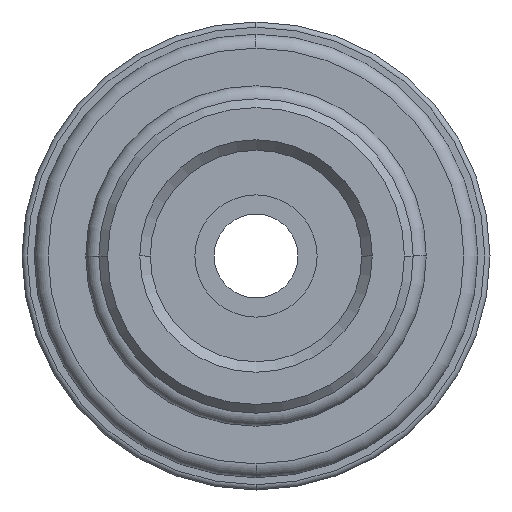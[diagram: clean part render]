
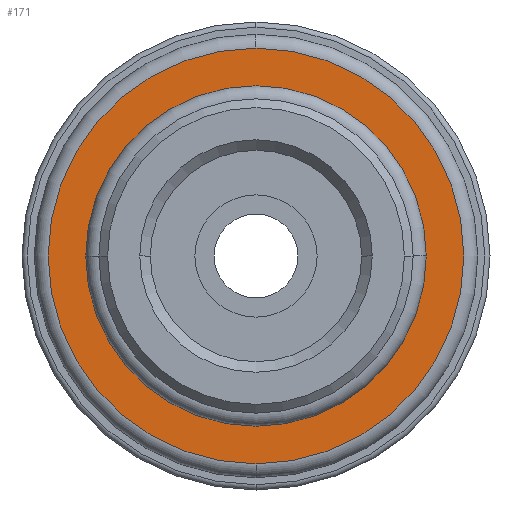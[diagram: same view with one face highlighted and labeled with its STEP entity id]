
A CAD part, front view. The second image highlights one B-rep face of the part: STEP entity #171.
In plain terms, the highlighted planar face has unit normal (0, -1, 0).
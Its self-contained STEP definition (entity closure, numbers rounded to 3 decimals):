
#171=ADVANCED_FACE('',(#450,#451),#452,.T.);
#450=FACE_BOUND('',#849,.T.);
#451=FACE_OUTER_BOUND('',#850,.T.);
#452=PLANE('',#851);
#849=EDGE_LOOP('',(#1302,#1303,#1304));
#850=EDGE_LOOP('',(#1305,#1306,#1307));
#851=AXIS2_PLACEMENT_3D('',#1308,#1309,#1310);
#1302=ORIENTED_EDGE('',*,*,#2319,.T.);
#1303=ORIENTED_EDGE('',*,*,#2320,.T.);
#1304=ORIENTED_EDGE('',*,*,#2321,.T.);
#1305=ORIENTED_EDGE('',*,*,#2264,.F.);
#1306=ORIENTED_EDGE('',*,*,#2263,.F.);
#1307=ORIENTED_EDGE('',*,*,#2322,.F.);
#1308=CARTESIAN_POINT('',(10.45,2.5,0.0));
#1309=DIRECTION('',(-0.0,-1.0,-0.0));
#1310=DIRECTION('',(-1.0,0.0,0.0));
#2263=EDGE_CURVE('',#2664,#2667,#2668,.T.);
#2264=EDGE_CURVE('',#2667,#2669,#2670,.T.);
#2319=EDGE_CURVE('',#2763,#2764,#2765,.T.);
#2320=EDGE_CURVE('',#2764,#2766,#2767,.T.);
#2321=EDGE_CURVE('',#2766,#2763,#2768,.T.);
#2322=EDGE_CURVE('',#2669,#2664,#2769,.T.);
#2664=VERTEX_POINT('',#3235);
#2667=VERTEX_POINT('',#3238);
#2668=CIRCLE('',#3239,11.9);
#2669=VERTEX_POINT('',#3240);
#2670=CIRCLE('',#3241,11.9);
#2763=VERTEX_POINT('',#3404);
#2764=VERTEX_POINT('',#3405);
#2765=CIRCLE('',#3406,9.75);
#2766=VERTEX_POINT('',#3407);
#2767=CIRCLE('',#3408,9.75);
#2768=CIRCLE('',#3409,9.75);
#2769=CIRCLE('',#3410,11.9);
#3235=CARTESIAN_POINT('',(0.,2.5,11.9));
#3238=CARTESIAN_POINT('',(11.9,2.5,0.0));
#3239=AXIS2_PLACEMENT_3D('',#4398,#4399,#4400);
#3240=CARTESIAN_POINT('',(0.,2.5,-11.9));
#3241=AXIS2_PLACEMENT_3D('',#4401,#4402,#4403);
#3404=CARTESIAN_POINT('',(0.,2.5,9.75));
#3405=CARTESIAN_POINT('',(9.75,2.5,0.));
#3406=AXIS2_PLACEMENT_3D('',#4488,#4489,#4490);
#3407=CARTESIAN_POINT('',(-9.75,2.5,0.));
#3408=AXIS2_PLACEMENT_3D('',#4491,#4492,#4493);
#3409=AXIS2_PLACEMENT_3D('',#4494,#4495,#4496);
#3410=AXIS2_PLACEMENT_3D('',#4497,#4498,#4499);
#4398=CARTESIAN_POINT('',(0.0,2.5,0.0));
#4399=DIRECTION('',(-0.0,1.0,0.0));
#4400=DIRECTION('',(1.0,0.0,0.0));
#4401=CARTESIAN_POINT('',(0.0,2.5,0.0));
#4402=DIRECTION('',(-0.0,1.0,0.0));
#4403=DIRECTION('',(1.0,0.0,0.0));
#4488=CARTESIAN_POINT('',(0.0,2.5,0.0));
#4489=DIRECTION('',(0.0,1.0,0.0));
#4490=DIRECTION('',(0.0,0.0,-1.0));
#4491=CARTESIAN_POINT('',(0.0,2.5,0.0));
#4492=DIRECTION('',(0.0,1.0,0.0));
#4493=DIRECTION('',(0.0,0.0,-1.0));
#4494=CARTESIAN_POINT('',(0.0,2.5,0.0));
#4495=DIRECTION('',(0.0,1.0,0.0));
#4496=DIRECTION('',(0.0,0.0,-1.0));
#4497=CARTESIAN_POINT('',(0.0,2.5,0.0));
#4498=DIRECTION('',(-0.0,1.0,0.0));
#4499=DIRECTION('',(1.0,0.0,0.0));
